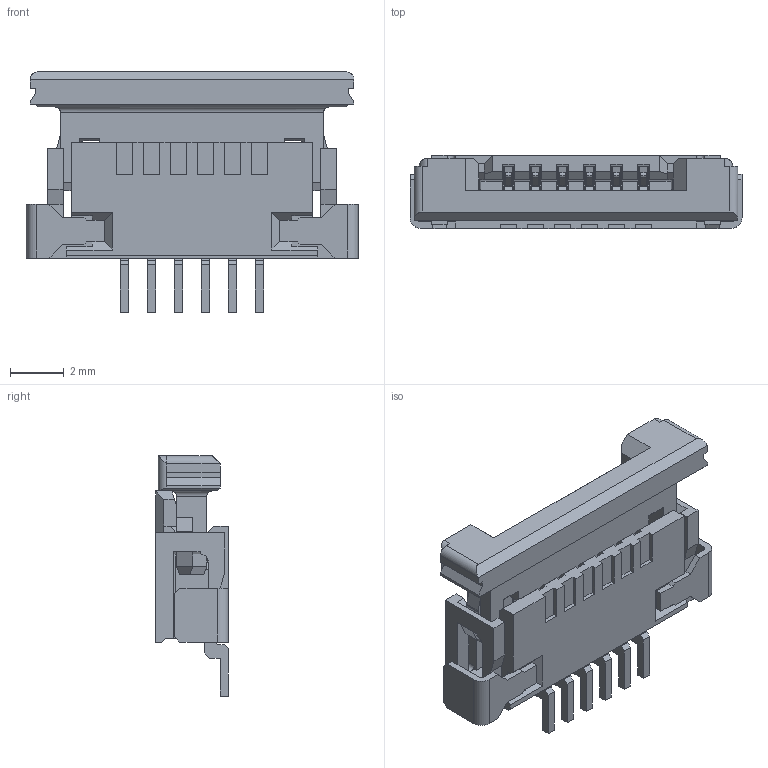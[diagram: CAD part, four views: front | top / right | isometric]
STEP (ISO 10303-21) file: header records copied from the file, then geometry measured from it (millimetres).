
FILE_DESCRIPTION(('STEP AP242'),'1');
FILE_NAME('52207-0660.stp','2021-03-05T05:13:11',('TraceParts'),('TraceParts S.A.'),'Spatial InterOp 3D',' ',' ');
FILE_SCHEMA(('AP242_MANAGED_MODEL_BASED_3D_ENGINEERING_MIM_LF {1 0 10303 442 1 1 4}'));
Length unit declared in the file: millimetre
Products named in the file (1): 52207-0660_1
Bounding box: 12.3 x 2.7 x 8.9 mm (x, y, z)
Volume: 124.9 mm3; surface area: 581.1 mm2
Topology: 3 solids, 3 shells, 671 faces, 1978 edges, 1302 vertices
Faces by surface type: plane 560, cylinder 75, cone 36
Entity records: 21928 total; most frequent: CARTESIAN_POINT 4051, ORIENTED_EDGE 3862, DIRECTION 3452, EDGE_CURVE 1931, LINE 1778, VECTOR 1778, VERTEX_POINT 1232, AXIS2_PLACEMENT_3D 837
